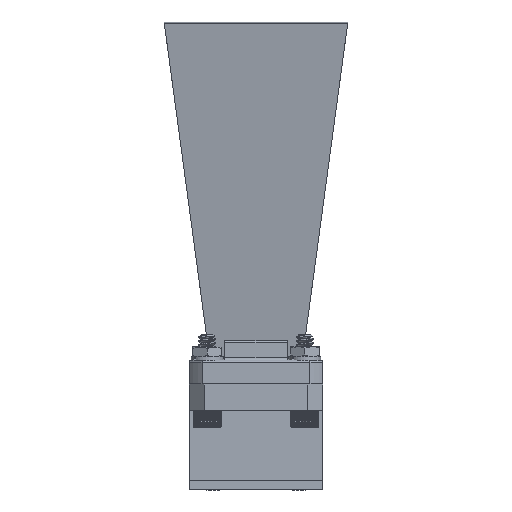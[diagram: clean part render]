
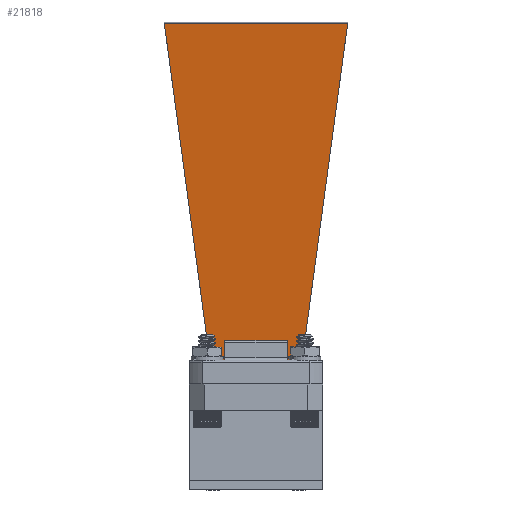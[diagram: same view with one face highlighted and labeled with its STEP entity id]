
A CAD part, front view. The second image highlights one B-rep face of the part: STEP entity #21818.
In plain terms, the highlighted face is planar.
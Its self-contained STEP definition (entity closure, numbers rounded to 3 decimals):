
#28 = VECTOR ( 'NONE', #19088, 1000. ) ;
#81 = VECTOR ( 'NONE', #4036, 1000. ) ;
#1112 = LINE ( 'NONE', #9920, #11135 ) ;
#1231 = VERTEX_POINT ( 'NONE', #6005 ) ;
#1259 = CARTESIAN_POINT ( 'NONE',  ( 3.962, -3.734, 5.207 ) ) ;
#1359 = CARTESIAN_POINT ( 'NONE',  ( 7.239, -4.164, 5.207 ) ) ;
#1887 = EDGE_CURVE ( 'NONE', #3139, #10887, #17289, .T. ) ;
#2348 = ORIENTED_EDGE ( 'NONE', *, *, #20324, .T. ) ;
#2679 = CARTESIAN_POINT ( 'NONE',  ( 7.239, -4.164, -5.207 ) ) ;
#3139 = VERTEX_POINT ( 'NONE', #1259 ) ;
#3849 = DIRECTION ( 'NONE',  ( 0.983, -0.129, -0.133 ) ) ;
#3956 = CARTESIAN_POINT ( 'NONE',  ( 3.962, -3.734, -7.671 ) ) ;
#4036 = DIRECTION ( 'NONE',  ( 0.991, -0.13, 0. ) ) ;
#4067 = ORIENTED_EDGE ( 'NONE', *, *, #12351, .T. ) ;
#4270 = VERTEX_POINT ( 'NONE', #2679 ) ;
#4313 = CARTESIAN_POINT ( 'NONE',  ( 7.239, -4.164, 5.207 ) ) ;
#4702 = EDGE_CURVE ( 'NONE', #10887, #4270, #17524, .T. ) ;
#4887 = EDGE_CURVE ( 'NONE', #10458, #17129, #14475, .T. ) ;
#4926 = CARTESIAN_POINT ( 'NONE',  ( 5.093, -3.882, 7.824 ) ) ;
#5325 = CARTESIAN_POINT ( 'NONE',  ( 60.006, -11.088, 15.248 ) ) ;
#5888 = DIRECTION ( 'NONE',  ( 0.13, 0.991, 0. ) ) ;
#6005 = CARTESIAN_POINT ( 'NONE',  ( 3.962, -3.734, -5.207 ) ) ;
#6183 = CARTESIAN_POINT ( 'NONE',  ( 60.006, -11.088, 16.327 ) ) ;
#6284 = ORIENTED_EDGE ( 'NONE', *, *, #4887, .F. ) ;
#6595 = EDGE_LOOP ( 'NONE', ( #6284, #2348, #9784, #13552, #17425, #4067, #10151, #19749 ) ) ;
#6938 = CARTESIAN_POINT ( 'NONE',  ( -0.415, -3.159, 5.207 ) ) ;
#7608 = EDGE_CURVE ( 'NONE', #17129, #20084, #14657, .T. ) ;
#7713 = DIRECTION ( 'NONE',  ( 0.991, -0.13, 0. ) ) ;
#7750 = PLANE ( 'NONE',  #21338 ) ;
#7913 = DIRECTION ( 'NONE',  ( 0., 0., -1. ) ) ;
#9411 = CARTESIAN_POINT ( 'NONE',  ( -0.415, -3.159, -5.207 ) ) ;
#9548 = CARTESIAN_POINT ( 'NONE',  ( 3.962, -3.734, 16.327 ) ) ;
#9784 = ORIENTED_EDGE ( 'NONE', *, *, #1887, .T. ) ;
#9886 = CARTESIAN_POINT ( 'NONE',  ( 3.962, -3.734, 7.671 ) ) ;
#9920 = CARTESIAN_POINT ( 'NONE',  ( 3.962, -3.734, 16.327 ) ) ;
#10151 = ORIENTED_EDGE ( 'NONE', *, *, #19611, .T. ) ;
#10458 = VERTEX_POINT ( 'NONE', #9886 ) ;
#10739 = VERTEX_POINT ( 'NONE', #3956 ) ;
#10764 = CARTESIAN_POINT ( 'NONE',  ( 0.829, -3.323, -7.247 ) ) ;
#10887 = VERTEX_POINT ( 'NONE', #4313 ) ;
#11084 = VECTOR ( 'NONE', #7913, 1000. ) ;
#11135 = VECTOR ( 'NONE', #20643, 1000. ) ;
#12320 = FACE_OUTER_BOUND ( 'NONE', #6595, .T. ) ;
#12351 = EDGE_CURVE ( 'NONE', #1231, #10739, #1112, .T. ) ;
#12994 = CARTESIAN_POINT ( 'NONE',  ( 3.962, -3.734, 16.327 ) ) ;
#13148 = LINE ( 'NONE', #10764, #15065 ) ;
#13552 = ORIENTED_EDGE ( 'NONE', *, *, #4702, .T. ) ;
#13846 = DIRECTION ( 'NONE',  ( 0.983, -0.129, 0.133 ) ) ;
#14066 = LINE ( 'NONE', #9411, #18514 ) ;
#14333 = LINE ( 'NONE', #12994, #19905 ) ;
#14475 = LINE ( 'NONE', #4926, #20043 ) ;
#14657 = LINE ( 'NONE', #6183, #11084 ) ;
#15065 = VECTOR ( 'NONE', #3849, 1000. ) ;
#16225 = EDGE_CURVE ( 'NONE', #1231, #4270, #14066, .T. ) ;
#16921 = DIRECTION ( 'NONE',  ( 0., 0., -1. ) ) ;
#17129 = VERTEX_POINT ( 'NONE', #5325 ) ;
#17172 = CARTESIAN_POINT ( 'NONE',  ( 60.006, -11.088, -15.248 ) ) ;
#17289 = LINE ( 'NONE', #6938, #81 ) ;
#17425 = ORIENTED_EDGE ( 'NONE', *, *, #16225, .F. ) ;
#17524 = LINE ( 'NONE', #1359, #28 ) ;
#18514 = VECTOR ( 'NONE', #7713, 1000. ) ;
#19088 = DIRECTION ( 'NONE',  ( 0., 0., -1. ) ) ;
#19611 = EDGE_CURVE ( 'NONE', #10739, #20084, #13148, .T. ) ;
#19749 = ORIENTED_EDGE ( 'NONE', *, *, #7608, .F. ) ;
#19905 = VECTOR ( 'NONE', #16921, 1000. ) ;
#20043 = VECTOR ( 'NONE', #13846, 1000. ) ;
#20084 = VERTEX_POINT ( 'NONE', #17172 ) ;
#20324 = EDGE_CURVE ( 'NONE', #10458, #3139, #14333, .T. ) ;
#20643 = DIRECTION ( 'NONE',  ( 0., 0., -1. ) ) ;
#21338 = AXIS2_PLACEMENT_3D ( 'NONE', #9548, #5888, #21812 ) ;
#21812 = DIRECTION ( 'NONE',  ( -0.991, 0.13, 0. ) ) ;
#21818 = ADVANCED_FACE ( 'NONE', ( #12320 ), #7750, .F. ) ;
